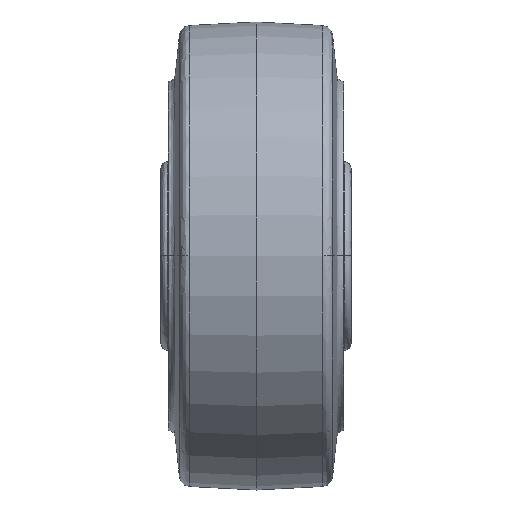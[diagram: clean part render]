
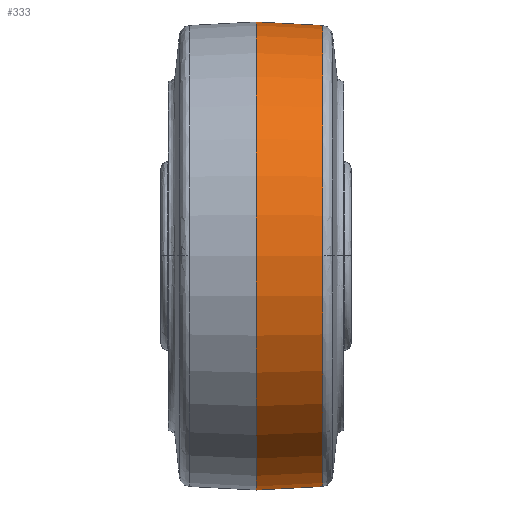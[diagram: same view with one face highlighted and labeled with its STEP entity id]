
A CAD part, top view. The second image highlights one B-rep face of the part: STEP entity #333.
In plain terms, the highlighted conical face has half-angle 3 degrees and reference radius 50.8 mm.
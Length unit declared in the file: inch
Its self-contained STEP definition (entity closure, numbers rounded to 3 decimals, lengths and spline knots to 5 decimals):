
#7 = CONICAL_SURFACE ( 'NONE', #1506, 2., 0.052 ) ;
#123 = CARTESIAN_POINT ( 'NONE',  ( 0., -2., 0. ) ) ;
#133 = CARTESIAN_POINT ( 'NONE',  ( 0.56917, 1.97017, 0. ) ) ;
#141 = DIRECTION ( 'NONE',  ( 0., 0., 1. ) ) ;
#169 = VERTEX_POINT ( 'NONE', #133 ) ;
#203 = VERTEX_POINT ( 'NONE', #123 ) ;
#246 = EDGE_CURVE ( 'NONE', #663, #169, #1169, .T. ) ;
#323 = ORIENTED_EDGE ( 'NONE', *, *, #246, .T. ) ;
#333 = ADVANCED_FACE ( 'NONE', ( #1508 ), #7, .T. ) ;
#490 = CARTESIAN_POINT ( 'NONE',  ( 0., 0., 0. ) ) ;
#599 = EDGE_CURVE ( 'NONE', #169, #1170, #1587, .T. ) ;
#609 = DIRECTION ( 'NONE',  ( 0., 0., 1. ) ) ;
#622 = DIRECTION ( 'NONE',  ( -1., 0., 0. ) ) ;
#663 = VERTEX_POINT ( 'NONE', #2402 ) ;
#708 = CARTESIAN_POINT ( 'NONE',  ( 0.56917, 0., 0. ) ) ;
#822 = DIRECTION ( 'NONE',  ( 1., 0., 0. ) ) ;
#950 = DIRECTION ( 'NONE',  ( 0., -1., 0. ) ) ;
#1169 = CIRCLE ( 'NONE', #1722, 1.97017 ) ;
#1170 = VERTEX_POINT ( 'NONE', #1307 ) ;
#1285 = ORIENTED_EDGE ( 'NONE', *, *, #599, .T. ) ;
#1296 = ORIENTED_EDGE ( 'NONE', *, *, #1742, .T. ) ;
#1307 = CARTESIAN_POINT ( 'NONE',  ( 0., 2., 0. ) ) ;
#1313 = AXIS2_PLACEMENT_3D ( 'NONE', #1333, #822, #609 ) ;
#1333 = CARTESIAN_POINT ( 'NONE',  ( 0., 0., 0. ) ) ;
#1389 = CIRCLE ( 'NONE', #1313, 2. ) ;
#1400 = DIRECTION ( 'NONE',  ( -0.999, -0.052, 0. ) ) ;
#1430 = DIRECTION ( 'NONE',  ( -1., 0., 0. ) ) ;
#1452 = AXIS2_PLACEMENT_3D ( 'NONE', #708, #1430, #1931 ) ;
#1506 = AXIS2_PLACEMENT_3D ( 'NONE', #490, #2398, #950 ) ;
#1508 = FACE_OUTER_BOUND ( 'NONE', #2344, .T. ) ;
#1587 = LINE ( 'NONE', #2919, #3096 ) ;
#1722 = AXIS2_PLACEMENT_3D ( 'NONE', #1837, #622, #141 ) ;
#1742 = EDGE_CURVE ( 'NONE', #1170, #203, #1389, .T. ) ;
#1808 = EDGE_CURVE ( 'NONE', #2123, #203, #1947, .T. ) ;
#1812 = CARTESIAN_POINT ( 'NONE',  ( 0., -2., 0. ) ) ;
#1837 = CARTESIAN_POINT ( 'NONE',  ( 0.56917, 0., 0. ) ) ;
#1876 = VECTOR ( 'NONE', #1400, 39.37008 ) ;
#1931 = DIRECTION ( 'NONE',  ( 0., 0., 1. ) ) ;
#1947 = LINE ( 'NONE', #1812, #1876 ) ;
#2073 = CARTESIAN_POINT ( 'NONE',  ( 0.56917, -1.97017, 0. ) ) ;
#2123 = VERTEX_POINT ( 'NONE', #2073 ) ;
#2186 = DIRECTION ( 'NONE',  ( -0.999, 0.052, 0. ) ) ;
#2236 = EDGE_CURVE ( 'NONE', #2123, #663, #2256, .T. ) ;
#2256 = CIRCLE ( 'NONE', #1452, 1.97017 ) ;
#2344 = EDGE_LOOP ( 'NONE', ( #2800, #323, #1285, #1296, #2388 ) ) ;
#2388 = ORIENTED_EDGE ( 'NONE', *, *, #1808, .F. ) ;
#2398 = DIRECTION ( 'NONE',  ( -1., 0., 0. ) ) ;
#2402 = CARTESIAN_POINT ( 'NONE',  ( 0.56917, 0., 1.97017 ) ) ;
#2800 = ORIENTED_EDGE ( 'NONE', *, *, #2236, .T. ) ;
#2919 = CARTESIAN_POINT ( 'NONE',  ( 0., 2., 0. ) ) ;
#3096 = VECTOR ( 'NONE', #2186, 39.37008 ) ;
